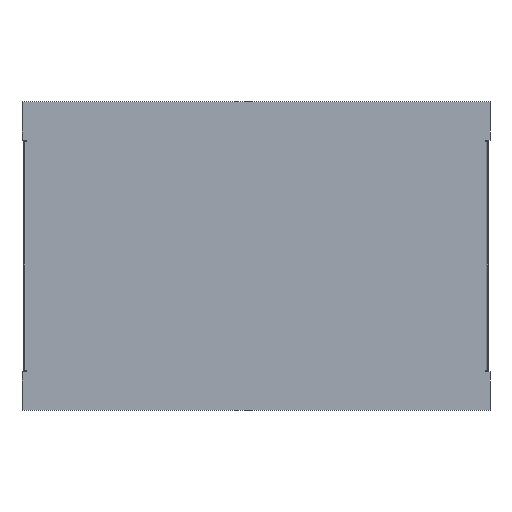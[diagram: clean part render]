
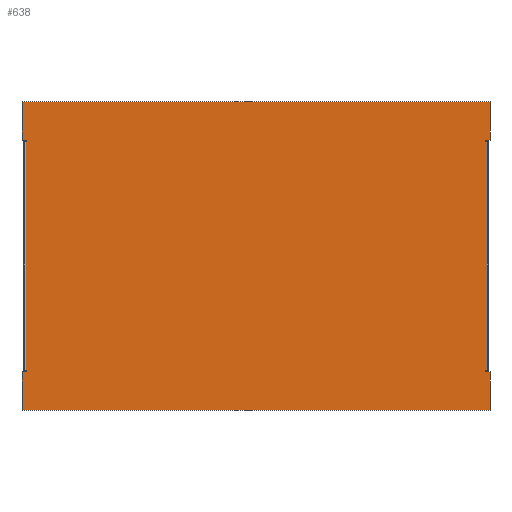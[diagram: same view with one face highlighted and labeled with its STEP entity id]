
A CAD part, top view. The second image highlights one B-rep face of the part: STEP entity #638.
In plain terms, the highlighted planar face has unit normal (0, 0, 1).
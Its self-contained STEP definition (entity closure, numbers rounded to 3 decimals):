
#34=PLANE('',#705);
#66=FACE_OUTER_BOUND('',#102,.T.);
#102=EDGE_LOOP('',(#551,#552,#553,#554,#555,#556,#557,#558,#559,#560,#561,
#562,#563,#564,#565,#566,#567,#568,#569,#570));
#122=LINE('',#918,#200);
#129=LINE('',#934,#207);
#137=LINE('',#957,#215);
#144=LINE('',#973,#222);
#147=LINE('',#980,#225);
#163=LINE('',#1012,#241);
#165=LINE('',#1016,#243);
#168=LINE('',#1021,#246);
#169=LINE('',#1024,#247);
#171=LINE('',#1028,#249);
#173=LINE('',#1032,#251);
#174=LINE('',#1034,#252);
#175=LINE('',#1036,#253);
#176=LINE('',#1038,#254);
#177=LINE('',#1039,#255);
#178=LINE('',#1041,#256);
#179=LINE('',#1043,#257);
#180=LINE('',#1045,#258);
#181=LINE('',#1047,#259);
#182=LINE('',#1048,#260);
#200=VECTOR('',#747,10.);
#207=VECTOR('',#764,10.);
#215=VECTOR('',#782,10.);
#222=VECTOR('',#799,10.);
#225=VECTOR('',#806,10.);
#241=VECTOR('',#826,10.);
#243=VECTOR('',#830,10.);
#246=VECTOR('',#835,10.);
#247=VECTOR('',#838,10.);
#249=VECTOR('',#842,10.);
#251=VECTOR('',#846,10.);
#252=VECTOR('',#847,10.);
#253=VECTOR('',#848,10.);
#254=VECTOR('',#849,10.);
#255=VECTOR('',#850,10.);
#256=VECTOR('',#851,10.);
#257=VECTOR('',#852,10.);
#258=VECTOR('',#853,10.);
#259=VECTOR('',#854,10.);
#260=VECTOR('',#855,10.);
#293=VERTEX_POINT('',#915);
#294=VERTEX_POINT('',#917);
#298=VERTEX_POINT('',#933);
#307=VERTEX_POINT('',#954);
#308=VERTEX_POINT('',#956);
#312=VERTEX_POINT('',#972);
#314=VERTEX_POINT('',#978);
#328=VERTEX_POINT('',#1011);
#329=VERTEX_POINT('',#1015);
#330=VERTEX_POINT('',#1019);
#331=VERTEX_POINT('',#1023);
#332=VERTEX_POINT('',#1027);
#333=VERTEX_POINT('',#1031);
#334=VERTEX_POINT('',#1033);
#335=VERTEX_POINT('',#1035);
#336=VERTEX_POINT('',#1037);
#337=VERTEX_POINT('',#1040);
#338=VERTEX_POINT('',#1042);
#339=VERTEX_POINT('',#1044);
#340=VERTEX_POINT('',#1046);
#356=EDGE_CURVE('',#294,#293,#122,.T.);
#364=EDGE_CURVE('',#298,#294,#129,.T.);
#375=EDGE_CURVE('',#308,#307,#137,.T.);
#383=EDGE_CURVE('',#312,#308,#144,.T.);
#387=EDGE_CURVE('',#307,#314,#147,.T.);
#403=EDGE_CURVE('',#328,#312,#163,.T.);
#405=EDGE_CURVE('',#329,#328,#165,.T.);
#408=EDGE_CURVE('',#293,#330,#168,.T.);
#409=EDGE_CURVE('',#331,#298,#169,.T.);
#411=EDGE_CURVE('',#332,#331,#171,.T.);
#413=EDGE_CURVE('',#314,#333,#173,.T.);
#414=EDGE_CURVE('',#334,#333,#174,.T.);
#415=EDGE_CURVE('',#335,#334,#175,.T.);
#416=EDGE_CURVE('',#336,#335,#176,.T.);
#417=EDGE_CURVE('',#336,#332,#177,.T.);
#418=EDGE_CURVE('',#330,#337,#178,.T.);
#419=EDGE_CURVE('',#338,#337,#179,.T.);
#420=EDGE_CURVE('',#339,#338,#180,.T.);
#421=EDGE_CURVE('',#340,#339,#181,.T.);
#422=EDGE_CURVE('',#340,#329,#182,.T.);
#551=ORIENTED_EDGE('',*,*,#413,.T.);
#552=ORIENTED_EDGE('',*,*,#414,.F.);
#553=ORIENTED_EDGE('',*,*,#415,.F.);
#554=ORIENTED_EDGE('',*,*,#416,.F.);
#555=ORIENTED_EDGE('',*,*,#417,.T.);
#556=ORIENTED_EDGE('',*,*,#411,.T.);
#557=ORIENTED_EDGE('',*,*,#409,.T.);
#558=ORIENTED_EDGE('',*,*,#364,.T.);
#559=ORIENTED_EDGE('',*,*,#356,.T.);
#560=ORIENTED_EDGE('',*,*,#408,.T.);
#561=ORIENTED_EDGE('',*,*,#418,.T.);
#562=ORIENTED_EDGE('',*,*,#419,.F.);
#563=ORIENTED_EDGE('',*,*,#420,.F.);
#564=ORIENTED_EDGE('',*,*,#421,.F.);
#565=ORIENTED_EDGE('',*,*,#422,.T.);
#566=ORIENTED_EDGE('',*,*,#405,.T.);
#567=ORIENTED_EDGE('',*,*,#403,.T.);
#568=ORIENTED_EDGE('',*,*,#383,.T.);
#569=ORIENTED_EDGE('',*,*,#375,.T.);
#570=ORIENTED_EDGE('',*,*,#387,.T.);
#638=ADVANCED_FACE('',(#66),#34,.T.);
#705=AXIS2_PLACEMENT_3D('',#1030,#844,#845);
#747=DIRECTION('',(1.,0.,0.));
#764=DIRECTION('',(0.,-1.,0.));
#782=DIRECTION('',(-1.,0.,0.));
#799=DIRECTION('',(0.,1.,0.));
#806=DIRECTION('',(0.,1.,0.));
#826=DIRECTION('',(1.,0.,0.));
#830=DIRECTION('',(0.,1.,0.));
#835=DIRECTION('',(0.,-1.,0.));
#838=DIRECTION('',(-1.,0.,0.));
#842=DIRECTION('',(0.,-1.,0.));
#844=DIRECTION('center_axis',(0.,0.,1.));
#845=DIRECTION('ref_axis',(1.,0.,0.));
#846=DIRECTION('',(1.,0.,0.));
#847=DIRECTION('',(0.,-1.,0.));
#848=DIRECTION('',(1.,0.,0.));
#849=DIRECTION('',(0.,1.,0.));
#850=DIRECTION('',(1.,0.,0.));
#851=DIRECTION('',(-1.,0.,0.));
#852=DIRECTION('',(0.,1.,0.));
#853=DIRECTION('',(-1.,0.,0.));
#854=DIRECTION('',(0.,-1.,0.));
#855=DIRECTION('',(-1.,0.,0.));
#915=CARTESIAN_POINT('',(-202.94,-101.,1.));
#917=CARTESIAN_POINT('',(-203.44,-101.,1.));
#918=CARTESIAN_POINT('',(-101.47,-101.,1.));
#933=CARTESIAN_POINT('',(-203.44,101.,1.));
#934=CARTESIAN_POINT('',(-203.44,-50.5,1.));
#954=CARTESIAN_POINT('',(202.94,101.,1.));
#956=CARTESIAN_POINT('',(203.44,101.,1.));
#957=CARTESIAN_POINT('',(101.47,101.,1.));
#972=CARTESIAN_POINT('',(203.44,-101.,1.));
#973=CARTESIAN_POINT('',(203.44,50.5,1.));
#978=CARTESIAN_POINT('',(202.94,102.5,1.));
#980=CARTESIAN_POINT('',(202.94,51.25,1.));
#1011=CARTESIAN_POINT('',(202.94,-101.,1.));
#1012=CARTESIAN_POINT('',(102.72,-101.,1.));
#1015=CARTESIAN_POINT('',(202.94,-102.5,1.));
#1016=CARTESIAN_POINT('',(202.94,-50.5,1.));
#1019=CARTESIAN_POINT('',(-202.94,-102.5,1.));
#1021=CARTESIAN_POINT('',(-202.94,-51.25,1.));
#1023=CARTESIAN_POINT('',(-202.94,101.,1.));
#1024=CARTESIAN_POINT('',(-102.72,101.,1.));
#1027=CARTESIAN_POINT('',(-202.94,102.5,1.));
#1028=CARTESIAN_POINT('',(-202.94,50.5,1.));
#1030=CARTESIAN_POINT('Origin',(0.,0.,1.));
#1031=CARTESIAN_POINT('',(206.94,102.5,1.));
#1032=CARTESIAN_POINT('',(102.72,102.5,1.));
#1033=CARTESIAN_POINT('',(206.94,136.5,1.));
#1034=CARTESIAN_POINT('',(206.94,136.5,1.));
#1035=CARTESIAN_POINT('',(-206.94,136.5,1.));
#1036=CARTESIAN_POINT('',(-206.94,136.5,1.));
#1037=CARTESIAN_POINT('',(-206.94,102.5,1.));
#1038=CARTESIAN_POINT('',(-206.94,-136.5,1.));
#1039=CARTESIAN_POINT('',(-101.47,102.5,1.));
#1040=CARTESIAN_POINT('',(-206.94,-102.5,1.));
#1041=CARTESIAN_POINT('',(-102.72,-102.5,1.));
#1042=CARTESIAN_POINT('',(-206.94,-136.5,1.));
#1043=CARTESIAN_POINT('',(-206.94,-136.5,1.));
#1044=CARTESIAN_POINT('',(206.94,-136.5,1.));
#1045=CARTESIAN_POINT('',(206.94,-136.5,1.));
#1046=CARTESIAN_POINT('',(206.94,-102.5,1.));
#1047=CARTESIAN_POINT('',(206.94,136.5,1.));
#1048=CARTESIAN_POINT('',(103.47,-102.5,1.));
